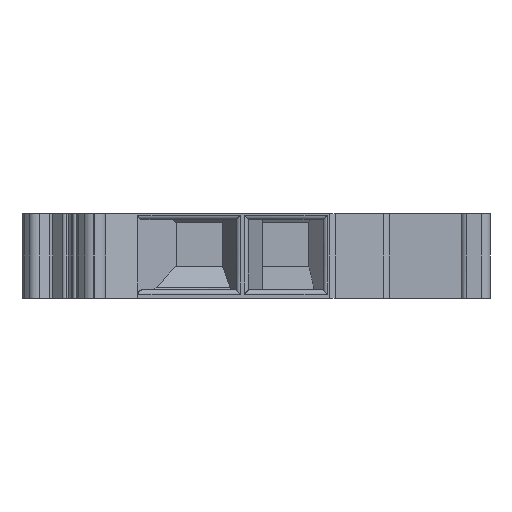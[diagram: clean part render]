
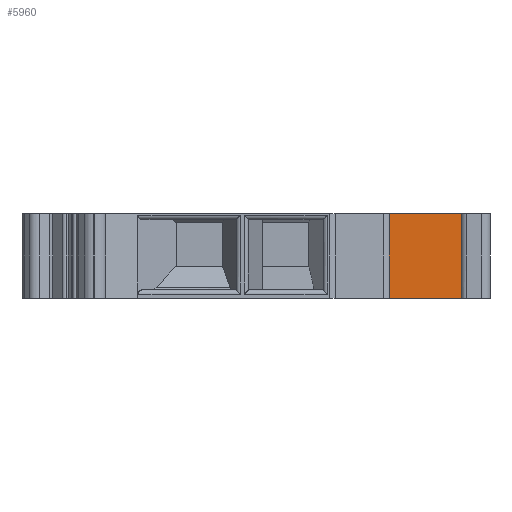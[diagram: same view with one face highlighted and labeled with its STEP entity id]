
A CAD part, left-side view. The second image highlights one B-rep face of the part: STEP entity #5960.
In plain terms, the highlighted planar face has unit normal (-1, 0, 0).
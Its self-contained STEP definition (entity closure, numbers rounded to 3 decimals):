
#1399=DIRECTION('',(0.,0.,1.));
#1400=VECTOR('',#1399,10.2);
#1401=CARTESIAN_POINT('',(-23.,-25.55,-5.1));
#1402=LINE('',#1401,#1400);
#1407=DIRECTION('',(0.,1.,0.));
#1408=VECTOR('',#1407,9.486);
#1409=CARTESIAN_POINT('',(-23.,-25.55,-5.1));
#1410=LINE('',#1409,#1408);
#1415=DIRECTION('',(0.,0.,-1.));
#1416=VECTOR('',#1415,10.2);
#1417=CARTESIAN_POINT('',(-23.,-16.064,5.1));
#1418=LINE('',#1417,#1416);
#2142=DIRECTION('',(0.,1.,0.));
#2143=VECTOR('',#2142,9.486);
#2144=CARTESIAN_POINT('',(-23.,-25.55,5.1));
#2145=LINE('',#2144,#2143);
#2751=CARTESIAN_POINT('',(-23.,-16.064,-5.1));
#2752=VERTEX_POINT('',#2751);
#2753=CARTESIAN_POINT('',(-23.,-25.55,-5.1));
#2754=VERTEX_POINT('',#2753);
#3371=CARTESIAN_POINT('',(-23.,-25.55,5.1));
#3372=VERTEX_POINT('',#3371);
#3373=CARTESIAN_POINT('',(-23.,-16.064,5.1));
#3374=VERTEX_POINT('',#3373);
#5947=CARTESIAN_POINT('',(-23.,-16.064,-5.1));
#5948=DIRECTION('',(-1.,0.,0.));
#5949=DIRECTION('',(0.,-1.,0.));
#5950=AXIS2_PLACEMENT_3D('',#5947,#5948,#5949);
#5951=PLANE('',#5950);
#5952=ORIENTED_EDGE('',*,*,#3572,.T.);
#5954=ORIENTED_EDGE('',*,*,#5953,.F.);
#5956=ORIENTED_EDGE('',*,*,#5955,.F.);
#5957=ORIENTED_EDGE('',*,*,#5939,.F.);
#5958=EDGE_LOOP('',(#5952,#5954,#5956,#5957));
#5959=FACE_OUTER_BOUND('',#5958,.F.);
#3572=EDGE_CURVE('',#2754,#2752,#1410,.T.);
#5939=EDGE_CURVE('',#2754,#3372,#1402,.T.);
#5953=EDGE_CURVE('',#3374,#2752,#1418,.T.);
#5955=EDGE_CURVE('',#3372,#3374,#2145,.T.);
#5960=ADVANCED_FACE('',(#5959),#5951,.T.);
